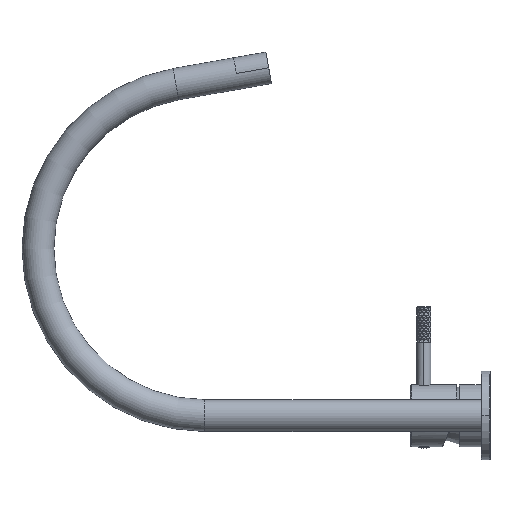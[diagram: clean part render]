
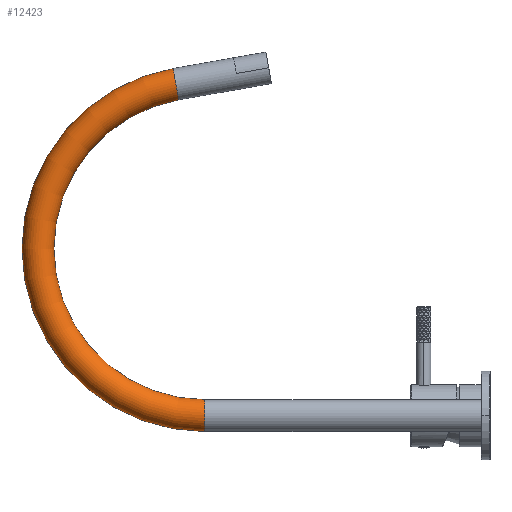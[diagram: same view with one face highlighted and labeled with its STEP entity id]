
A CAD part, left-side view. The second image highlights one B-rep face of the part: STEP entity #12423.
In plain terms, the highlighted toroidal (fillet/blend) face has major radius 94.315 mm and minor radius 9 mm.
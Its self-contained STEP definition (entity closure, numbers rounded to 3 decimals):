
#2211=CARTESIAN_POINT('',(-50.,201.,0.));
#2212=DIRECTION('',(0.,1.,0.));
#2213=DIRECTION('',(0.,0.,-1.));
#2214=AXIS2_PLACEMENT_3D('',#2211,#2212,#2213);
#2216=CARTESIAN_POINT('',(-50.,201.,94.315));
#2217=DIRECTION('',(1.,0.,0.));
#2218=DIRECTION('',(0.,0.,-1.));
#2219=AXIS2_PLACEMENT_3D('',#2216,#2217,#2218);
#2226=CARTESIAN_POINT('',(-50.,201.,94.315));
#2227=DIRECTION('',(1.,0.,0.));
#2228=DIRECTION('',(0.,0.,-1.));
#2229=AXIS2_PLACEMENT_3D('',#2226,#2227,#2228);
#2268=CARTESIAN_POINT('',(-50.,217.378,187.198));
#2269=DIRECTION('',(0.,-0.985,0.174));
#2270=DIRECTION('',(0.,0.174,0.985));
#2271=AXIS2_PLACEMENT_3D('',#2268,#2269,#2270);
#9790=CARTESIAN_POINT('',(-50.,201.,9.));
#9791=CARTESIAN_POINT('',(-50.,201.,-9.));
#9792=VERTEX_POINT('',#9790);
#9793=VERTEX_POINT('',#9791);
#9794=CARTESIAN_POINT('',(-50.,215.815,178.334));
#9795=CARTESIAN_POINT('',(-50.,218.941,196.061));
#9796=VERTEX_POINT('',#9794);
#9797=VERTEX_POINT('',#9795);
#12409=CARTESIAN_POINT('',(-50.,201.,94.315));
#12410=DIRECTION('',(1.,0.,0.));
#12411=DIRECTION('',(0.,0.,1.));
#12412=AXIS2_PLACEMENT_3D('',#12409,#12410,#12411);
#12413=TOROIDAL_SURFACE('',#12412,94.315,9.);
#12414=ORIENTED_EDGE('',*,*,#12396,.F.);
#12416=ORIENTED_EDGE('',*,*,#12415,.T.);
#12418=ORIENTED_EDGE('',*,*,#12417,.T.);
#12420=ORIENTED_EDGE('',*,*,#12419,.F.);
#12421=EDGE_LOOP('',(#12414,#12416,#12418,#12420));
#12422=FACE_OUTER_BOUND('',#12421,.F.);
#12423=ADVANCED_FACE('',(#12422),#12413,.T.);
#2215=CIRCLE('',#2214,9.);
#2220=CIRCLE('',#2219,103.315);
#2230=CIRCLE('',#2229,85.315);
#2272=CIRCLE('',#2271,9.);
#12396=EDGE_CURVE('',#9793,#9792,#2215,.T.);
#12415=EDGE_CURVE('',#9793,#9797,#2220,.T.);
#12417=EDGE_CURVE('',#9797,#9796,#2272,.T.);
#12419=EDGE_CURVE('',#9792,#9796,#2230,.T.);
